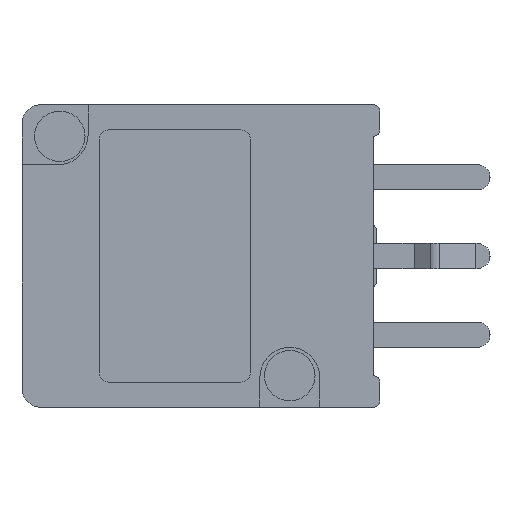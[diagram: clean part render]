
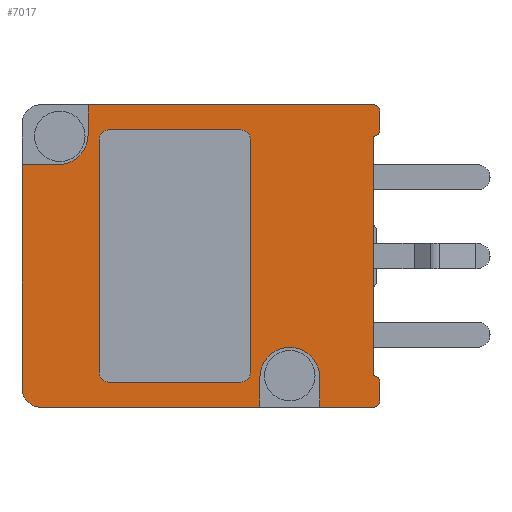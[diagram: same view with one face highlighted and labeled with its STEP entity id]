
A CAD part, left-side view. The second image highlights one B-rep face of the part: STEP entity #7017.
In plain terms, the highlighted planar face has unit normal (-1, 0, 0).
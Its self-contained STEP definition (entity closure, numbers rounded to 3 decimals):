
#125=DIRECTION('',(0.,-1.,0.));
#126=VECTOR('',#125,6.95);
#127=CARTESIAN_POINT('',(-7.4,4.25,-4.8));
#128=LINE('',#127,#126);
#133=DIRECTION('',(0.,-1.,0.));
#134=VECTOR('',#133,1.7);
#135=CARTESIAN_POINT('',(-7.4,-4.6,-4.8));
#136=LINE('',#135,#134);
#197=DIRECTION('',(0.,0.,-1.));
#198=VECTOR('',#197,7.1);
#199=CARTESIAN_POINT('',(-7.4,4.85,2.9));
#200=LINE('',#199,#198);
#209=DIRECTION('',(0.,1.,0.));
#210=VECTOR('',#209,9.05);
#211=CARTESIAN_POINT('',(-7.4,-6.3,4.8));
#212=LINE('',#211,#210);
#268=DIRECTION('',(0.,0.,1.));
#269=VECTOR('',#268,7.6);
#270=CARTESIAN_POINT('',(-7.4,-6.3,-3.8));
#271=LINE('',#270,#269);
#517=CARTESIAN_POINT('',(-7.4,3.7,3.85));
#518=DIRECTION('',(-1.,0.,0.));
#519=DIRECTION('',(0.,0.,-1.));
#520=AXIS2_PLACEMENT_3D('',#517,#518,#519);
#522=DIRECTION('',(0.,0.,1.));
#523=VECTOR('',#522,0.95);
#524=CARTESIAN_POINT('',(-7.4,2.75,3.85));
#525=LINE('',#524,#523);
#526=CARTESIAN_POINT('',(-7.4,-6.3,4.6));
#527=DIRECTION('',(1.,0.,0.));
#528=DIRECTION('',(0.,0.,1.));
#529=AXIS2_PLACEMENT_3D('',#526,#527,#528);
#531=CARTESIAN_POINT('',(-7.4,-6.3,4.));
#532=DIRECTION('',(1.,0.,0.));
#533=DIRECTION('',(0.,-1.,0.));
#534=AXIS2_PLACEMENT_3D('',#531,#532,#533);
#536=CARTESIAN_POINT('',(-7.4,-6.3,-4.));
#537=DIRECTION('',(1.,0.,0.));
#538=DIRECTION('',(0.,0.,1.));
#539=AXIS2_PLACEMENT_3D('',#536,#537,#538);
#541=CARTESIAN_POINT('',(-7.4,-6.3,-4.6));
#542=DIRECTION('',(1.,0.,0.));
#543=DIRECTION('',(0.,-1.,0.));
#544=AXIS2_PLACEMENT_3D('',#541,#542,#543);
#546=CARTESIAN_POINT('',(-7.4,-3.65,-3.85));
#547=DIRECTION('',(-1.,0.,0.));
#548=DIRECTION('',(0.,-1.,0.));
#549=AXIS2_PLACEMENT_3D('',#546,#547,#548);
#551=CARTESIAN_POINT('',(-7.4,-3.65,-3.85));
#552=DIRECTION('',(-1.,0.,0.));
#553=DIRECTION('',(0.,0.,1.));
#554=AXIS2_PLACEMENT_3D('',#551,#552,#553);
#556=DIRECTION('',(0.,0.,-1.));
#557=VECTOR('',#556,0.95);
#558=CARTESIAN_POINT('',(-7.4,-2.7,-3.85));
#559=LINE('',#558,#557);
#560=CARTESIAN_POINT('',(-7.4,4.25,-4.2));
#561=DIRECTION('',(1.,0.,0.));
#562=DIRECTION('',(0.,0.,-1.));
#563=AXIS2_PLACEMENT_3D('',#560,#561,#562);
#565=CARTESIAN_POINT('',(-7.4,2.1,-3.7));
#566=DIRECTION('',(-1.,0.,0.));
#567=DIRECTION('',(0.,1.,0.));
#568=AXIS2_PLACEMENT_3D('',#565,#566,#567);
#570=CARTESIAN_POINT('',(-7.4,-2.1,-3.7));
#571=DIRECTION('',(-1.,0.,0.));
#572=DIRECTION('',(0.,0.,-1.));
#573=AXIS2_PLACEMENT_3D('',#570,#571,#572);
#575=CARTESIAN_POINT('',(-7.4,-2.1,3.7));
#576=DIRECTION('',(-1.,0.,0.));
#577=DIRECTION('',(0.,-1.,0.));
#578=AXIS2_PLACEMENT_3D('',#575,#576,#577);
#580=CARTESIAN_POINT('',(-7.4,2.1,3.7));
#581=DIRECTION('',(-1.,0.,0.));
#582=DIRECTION('',(0.,0.,1.));
#583=AXIS2_PLACEMENT_3D('',#580,#581,#582);
#585=DIRECTION('',(0.,1.,0.));
#586=VECTOR('',#585,1.15);
#587=CARTESIAN_POINT('',(-7.4,3.7,2.9));
#588=LINE('',#587,#586);
#659=DIRECTION('',(0.,0.,1.));
#660=VECTOR('',#659,0.6);
#661=CARTESIAN_POINT('',(-7.4,-6.5,4.));
#662=LINE('',#661,#660);
#683=DIRECTION('',(0.,0.,1.));
#684=VECTOR('',#683,0.6);
#685=CARTESIAN_POINT('',(-7.4,-6.5,-4.6));
#686=LINE('',#685,#684);
#687=DIRECTION('',(0.,0.,-1.));
#688=VECTOR('',#687,0.95);
#689=CARTESIAN_POINT('',(-7.4,-4.6,-3.85));
#690=LINE('',#689,#688);
#761=DIRECTION('',(0.,0.,1.));
#762=VECTOR('',#761,7.4);
#763=CARTESIAN_POINT('',(-7.4,2.4,-3.7));
#764=LINE('',#763,#762);
#773=DIRECTION('',(0.,-1.,0.));
#774=VECTOR('',#773,4.2);
#775=CARTESIAN_POINT('',(-7.4,2.1,4.));
#776=LINE('',#775,#774);
#785=DIRECTION('',(0.,0.,-1.));
#786=VECTOR('',#785,7.4);
#787=CARTESIAN_POINT('',(-7.4,-2.4,3.7));
#788=LINE('',#787,#786);
#797=DIRECTION('',(0.,1.,0.));
#798=VECTOR('',#797,4.2);
#799=CARTESIAN_POINT('',(-7.4,-2.1,-4.));
#800=LINE('',#799,#798);
#5408=CARTESIAN_POINT('',(-7.4,-6.3,-3.8));
#5409=VERTEX_POINT('',#5408);
#5410=CARTESIAN_POINT('',(-7.4,-6.3,3.8));
#5411=VERTEX_POINT('',#5410);
#5556=CARTESIAN_POINT('',(-7.4,-6.5,4.));
#5557=VERTEX_POINT('',#5556);
#5558=CARTESIAN_POINT('',(-7.4,3.7,2.9));
#5559=CARTESIAN_POINT('',(-7.4,4.85,2.9));
#5560=VERTEX_POINT('',#5558);
#5561=VERTEX_POINT('',#5559);
#5562=CARTESIAN_POINT('',(-7.4,2.75,3.85));
#5563=VERTEX_POINT('',#5562);
#5564=CARTESIAN_POINT('',(-7.4,2.75,4.8));
#5565=VERTEX_POINT('',#5564);
#5566=CARTESIAN_POINT('',(-7.4,-6.3,4.8));
#5567=VERTEX_POINT('',#5566);
#5568=CARTESIAN_POINT('',(-7.4,-6.5,4.6));
#5569=VERTEX_POINT('',#5568);
#5570=CARTESIAN_POINT('',(-7.4,-6.5,-4.));
#5571=VERTEX_POINT('',#5570);
#5572=CARTESIAN_POINT('',(-7.4,-6.5,-4.6));
#5573=VERTEX_POINT('',#5572);
#5574=CARTESIAN_POINT('',(-7.4,-6.3,-4.8));
#5575=VERTEX_POINT('',#5574);
#5576=CARTESIAN_POINT('',(-7.4,-4.6,-4.8));
#5577=VERTEX_POINT('',#5576);
#5578=CARTESIAN_POINT('',(-7.4,-4.6,-3.85));
#5579=VERTEX_POINT('',#5578);
#5580=CARTESIAN_POINT('',(-7.4,-3.65,-2.9));
#5581=VERTEX_POINT('',#5580);
#5582=CARTESIAN_POINT('',(-7.4,-2.7,-3.85));
#5583=VERTEX_POINT('',#5582);
#5584=CARTESIAN_POINT('',(-7.4,-2.7,-4.8));
#5585=VERTEX_POINT('',#5584);
#5586=CARTESIAN_POINT('',(-7.4,4.25,-4.8));
#5587=VERTEX_POINT('',#5586);
#5588=CARTESIAN_POINT('',(-7.4,4.85,-4.2));
#5589=VERTEX_POINT('',#5588);
#5590=CARTESIAN_POINT('',(-7.4,2.4,-3.7));
#5591=CARTESIAN_POINT('',(-7.4,2.1,-4.));
#5592=VERTEX_POINT('',#5590);
#5593=VERTEX_POINT('',#5591);
#5594=CARTESIAN_POINT('',(-7.4,-2.1,-4.));
#5595=VERTEX_POINT('',#5594);
#5596=CARTESIAN_POINT('',(-7.4,-2.4,-3.7));
#5597=VERTEX_POINT('',#5596);
#5598=CARTESIAN_POINT('',(-7.4,-2.4,3.7));
#5599=VERTEX_POINT('',#5598);
#5600=CARTESIAN_POINT('',(-7.4,-2.1,4.));
#5601=VERTEX_POINT('',#5600);
#5602=CARTESIAN_POINT('',(-7.4,2.1,4.));
#5603=VERTEX_POINT('',#5602);
#5604=CARTESIAN_POINT('',(-7.4,2.4,3.7));
#5605=VERTEX_POINT('',#5604);
#6961=CARTESIAN_POINT('',(-7.4,0.,0.));
#6962=DIRECTION('',(1.,0.,0.));
#6963=DIRECTION('',(0.,-1.,0.));
#6964=AXIS2_PLACEMENT_3D('',#6961,#6962,#6963);
#6965=PLANE('',#6964);
#6967=ORIENTED_EDGE('',*,*,#6966,.F.);
#6969=ORIENTED_EDGE('',*,*,#6968,.T.);
#6971=ORIENTED_EDGE('',*,*,#6970,.T.);
#6972=ORIENTED_EDGE('',*,*,#6557,.F.);
#6974=ORIENTED_EDGE('',*,*,#6973,.T.);
#6976=ORIENTED_EDGE('',*,*,#6975,.F.);
#6978=ORIENTED_EDGE('',*,*,#6977,.T.);
#6979=ORIENTED_EDGE('',*,*,#6649,.F.);
#6981=ORIENTED_EDGE('',*,*,#6980,.T.);
#6983=ORIENTED_EDGE('',*,*,#6982,.F.);
#6984=ORIENTED_EDGE('',*,*,#6954,.T.);
#6985=ORIENTED_EDGE('',*,*,#6398,.F.);
#6987=ORIENTED_EDGE('',*,*,#6986,.F.);
#6989=ORIENTED_EDGE('',*,*,#6988,.T.);
#6991=ORIENTED_EDGE('',*,*,#6990,.T.);
#6993=ORIENTED_EDGE('',*,*,#6992,.T.);
#6994=ORIENTED_EDGE('',*,*,#6390,.F.);
#6995=ORIENTED_EDGE('',*,*,#6460,.T.);
#6996=ORIENTED_EDGE('',*,*,#6479,.F.);
#6997=EDGE_LOOP('',(#6967,#6969,#6971,#6972,#6974,#6976,#6978,#6979,#6981,#6983,
#6984,#6985,#6987,#6989,#6991,#6993,#6994,#6995,#6996));
#6998=FACE_OUTER_BOUND('',#6997,.F.);
#7000=ORIENTED_EDGE('',*,*,#6999,.T.);
#7002=ORIENTED_EDGE('',*,*,#7001,.F.);
#7004=ORIENTED_EDGE('',*,*,#7003,.T.);
#7006=ORIENTED_EDGE('',*,*,#7005,.F.);
#7008=ORIENTED_EDGE('',*,*,#7007,.T.);
#7010=ORIENTED_EDGE('',*,*,#7009,.F.);
#7012=ORIENTED_EDGE('',*,*,#7011,.T.);
#7014=ORIENTED_EDGE('',*,*,#7013,.F.);
#7015=EDGE_LOOP('',(#7000,#7002,#7004,#7006,#7008,#7010,#7012,#7014));
#7016=FACE_BOUND('',#7015,.F.);
#7017=ADVANCED_FACE('',(#6998,#7016),#6965,.F.);
#521=CIRCLE('',#520,0.95);
#530=CIRCLE('',#529,0.2);
#535=CIRCLE('',#534,0.2);
#540=CIRCLE('',#539,0.2);
#545=CIRCLE('',#544,0.2);
#550=CIRCLE('',#549,0.95);
#555=CIRCLE('',#554,0.95);
#564=CIRCLE('',#563,0.6);
#569=CIRCLE('',#568,0.3);
#574=CIRCLE('',#573,0.3);
#579=CIRCLE('',#578,0.3);
#584=CIRCLE('',#583,0.3);
#6390=EDGE_CURVE('',#5587,#5585,#128,.T.);
#6398=EDGE_CURVE('',#5577,#5575,#136,.T.);
#6460=EDGE_CURVE('',#5587,#5589,#564,.T.);
#6479=EDGE_CURVE('',#5561,#5589,#200,.T.);
#6557=EDGE_CURVE('',#5567,#5565,#212,.T.);
#6649=EDGE_CURVE('',#5409,#5411,#271,.T.);
#6954=EDGE_CURVE('',#5573,#5575,#545,.T.);
#6966=EDGE_CURVE('',#5560,#5561,#588,.T.);
#6968=EDGE_CURVE('',#5560,#5563,#521,.T.);
#6970=EDGE_CURVE('',#5563,#5565,#525,.T.);
#6973=EDGE_CURVE('',#5567,#5569,#530,.T.);
#6975=EDGE_CURVE('',#5557,#5569,#662,.T.);
#6977=EDGE_CURVE('',#5557,#5411,#535,.T.);
#6980=EDGE_CURVE('',#5409,#5571,#540,.T.);
#6982=EDGE_CURVE('',#5573,#5571,#686,.T.);
#6986=EDGE_CURVE('',#5579,#5577,#690,.T.);
#6988=EDGE_CURVE('',#5579,#5581,#550,.T.);
#6990=EDGE_CURVE('',#5581,#5583,#555,.T.);
#6992=EDGE_CURVE('',#5583,#5585,#559,.T.);
#6999=EDGE_CURVE('',#5592,#5593,#569,.T.);
#7001=EDGE_CURVE('',#5595,#5593,#800,.T.);
#7003=EDGE_CURVE('',#5595,#5597,#574,.T.);
#7005=EDGE_CURVE('',#5599,#5597,#788,.T.);
#7007=EDGE_CURVE('',#5599,#5601,#579,.T.);
#7009=EDGE_CURVE('',#5603,#5601,#776,.T.);
#7011=EDGE_CURVE('',#5603,#5605,#584,.T.);
#7013=EDGE_CURVE('',#5592,#5605,#764,.T.);
